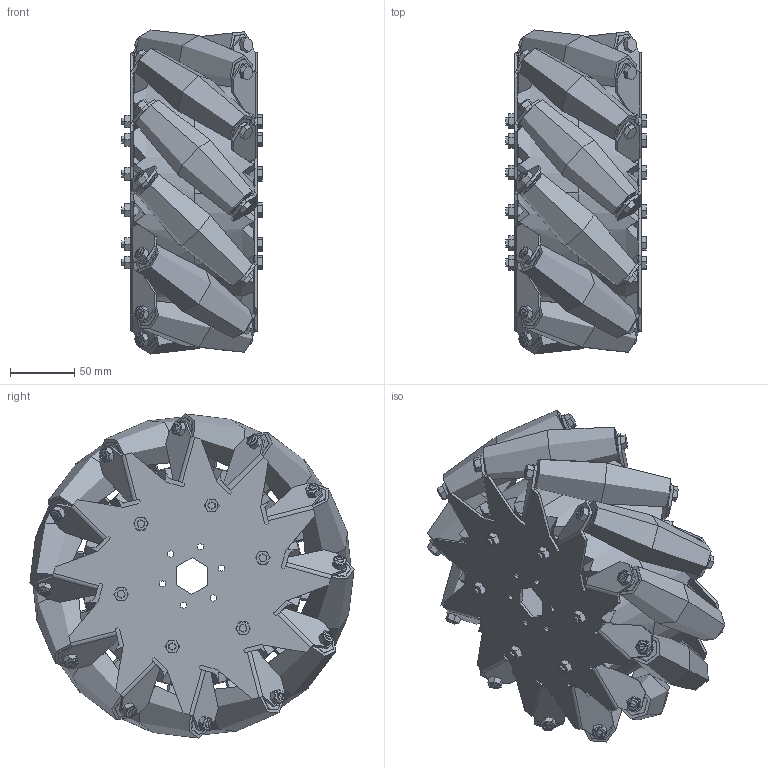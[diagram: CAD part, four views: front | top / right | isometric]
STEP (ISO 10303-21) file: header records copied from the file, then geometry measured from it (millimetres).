
FILE_DESCRIPTION (( 'STEP AP214' ), '1' );
FILE_NAME ('am-0446 Steel 10IN Right Mecanum Wheel.STEP', '2017-01-26T15:42:43', ( '' ), ( '' ), 'SwSTEP 2.0', 'SolidWorks 2017', '' );
FILE_SCHEMA (( 'AUTOMOTIVE_DESIGN' ));
Length unit declared in the file: inch
Products named in the file (101): m6x110mm; RollerSkinv2; M6 Nylock; NylonCore2; 1012RollerRev3; am-0446 Steel 10IN Right Mecanum Wheel; 10_mec_axle; 10 Mec Spacer; 10 Mec L In Plate; m6x120mm; 10 Mec L Out Plate; hex nut style 1_am; hex nut style 1_am_B18.2.4.1M - Hex nut, Style 1,  M6 x 1 --D-C
Assembly tree (91 placements, depth 3):
  m6x110mm
  M6 Nylock
  m6x110mm
  M6 Nylock
  am-0446 Steel 10IN Right Mecanum Wheel
    1012RollerRev3
      NylonCore2
      RollerSkinv2
    1012RollerRev3
      NylonCore2
      RollerSkinv2
    1012RollerRev3
      NylonCore2
      RollerSkinv2
    1012RollerRev3
      RollerSkinv2
      NylonCore2
    1012RollerRev3
      RollerSkinv2
      NylonCore2
    1012RollerRev3
      RollerSkinv2
      NylonCore2
    1012RollerRev3
      NylonCore2
      RollerSkinv2
    1012RollerRev3
      RollerSkinv2
      NylonCore2
    1012RollerRev3
      NylonCore2
      RollerSkinv2
    1012RollerRev3
      NylonCore2
      RollerSkinv2
    1012RollerRev3
      NylonCore2
      RollerSkinv2
    1012RollerRev3
      NylonCore2
      RollerSkinv2
Bounding box: 109.75 x 252.84 x 252.84 mm (x, y, z)
Volume: 1743237.5 mm3; surface area: 950693.3 mm2
Topology: 88 solids, 88 shells, 4131 faces, 9683 edges, 5812 vertices
Faces by surface type: plane 1334, cylinder 1143, bspline 728, cone 642, sphere 148, torus 136
Entity records: 61851 total; most frequent: CARTESIAN_POINT 21942, ORIENTED_EDGE 8244, DIRECTION 7582, EDGE_CURVE 4122, AXIS2_PLACEMENT_3D 2771, VERTEX_POINT 2493, LINE 2040, VECTOR 2040
